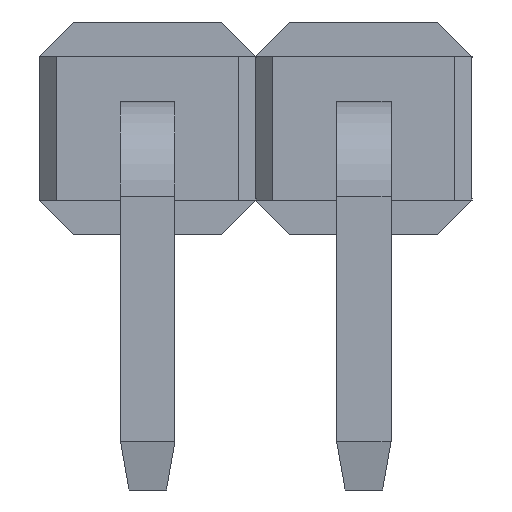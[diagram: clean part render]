
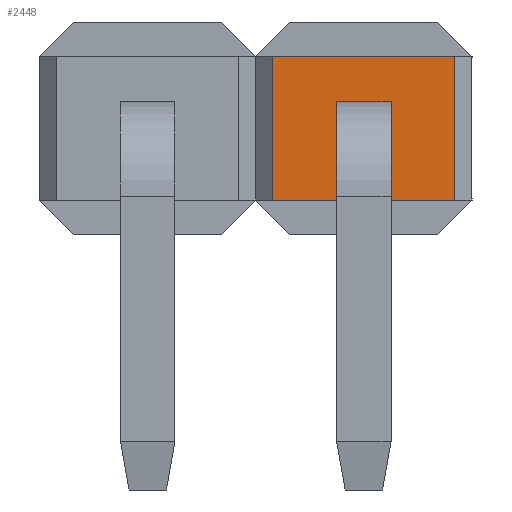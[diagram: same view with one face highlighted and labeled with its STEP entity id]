
A CAD part, front view. The second image highlights one B-rep face of the part: STEP entity #2448.
In plain terms, the highlighted planar face has unit normal (0, -1, 0).
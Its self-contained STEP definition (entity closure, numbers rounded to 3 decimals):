
#43 = EDGE_CURVE ( 'NONE', #893, #1809, #2593, .T. ) ;
#55 = CARTESIAN_POINT ( 'NONE',  ( -1.07, 0.54, -0.85 ) ) ;
#60 = PLANE ( 'NONE',  #2026 ) ;
#149 = DIRECTION ( 'NONE',  ( 0., 0., 1. ) ) ;
#237 = ORIENTED_EDGE ( 'NONE', *, *, #43, .F. ) ;
#278 = DIRECTION ( 'NONE',  ( 0., 0., 1. ) ) ;
#284 = DIRECTION ( 'NONE',  ( 0., 0., 1. ) ) ;
#294 = CARTESIAN_POINT ( 'NONE',  ( 1.07, 0.54, -0.85 ) ) ;
#346 = VERTEX_POINT ( 'NONE', #1851 ) ;
#352 = CARTESIAN_POINT ( 'NONE',  ( -0.32, 0.54, -0.32 ) ) ;
#371 = DIRECTION ( 'NONE',  ( 1., 0., 0. ) ) ;
#416 = ORIENTED_EDGE ( 'NONE', *, *, #2004, .T. ) ;
#445 = EDGE_LOOP ( 'NONE', ( #1700, #1973, #237, #1316 ) ) ;
#512 = CARTESIAN_POINT ( 'NONE',  ( 0.32, 0.54, -0.32 ) ) ;
#535 = CARTESIAN_POINT ( 'NONE',  ( -1.07, 0.54, 0.85 ) ) ;
#548 = EDGE_CURVE ( 'NONE', #810, #893, #1383, .T. ) ;
#592 = CARTESIAN_POINT ( 'NONE',  ( -1.07, 0.54, -0.85 ) ) ;
#662 = ORIENTED_EDGE ( 'NONE', *, *, #1967, .T. ) ;
#790 = CARTESIAN_POINT ( 'NONE',  ( -0.32, 0.54, 0.32 ) ) ;
#801 = VERTEX_POINT ( 'NONE', #1127 ) ;
#810 = VERTEX_POINT ( 'NONE', #592 ) ;
#884 = VERTEX_POINT ( 'NONE', #512 ) ;
#893 = VERTEX_POINT ( 'NONE', #535 ) ;
#926 = CARTESIAN_POINT ( 'NONE',  ( -1.27, 0.54, 0.85 ) ) ;
#932 = EDGE_CURVE ( 'NONE', #346, #1809, #1515, .T. ) ;
#946 = VECTOR ( 'NONE', #149, 1000. ) ;
#1127 = CARTESIAN_POINT ( 'NONE',  ( -0.32, 0.54, 0.32 ) ) ;
#1249 = CARTESIAN_POINT ( 'NONE',  ( 0.32, 0.54, 0.32 ) ) ;
#1252 = DIRECTION ( 'NONE',  ( 0., 0., 1. ) ) ;
#1277 = EDGE_CURVE ( 'NONE', #810, #346, #2377, .T. ) ;
#1281 = DIRECTION ( 'NONE',  ( 1., 0., 0. ) ) ;
#1316 = ORIENTED_EDGE ( 'NONE', *, *, #548, .F. ) ;
#1383 = LINE ( 'NONE', #55, #946 ) ;
#1411 = CARTESIAN_POINT ( 'NONE',  ( -1.27, 0.54, -0.85 ) ) ;
#1461 = CARTESIAN_POINT ( 'NONE',  ( -0.32, 0.54, -0.32 ) ) ;
#1515 = LINE ( 'NONE', #294, #2191 ) ;
#1550 = VECTOR ( 'NONE', #1281, 1000. ) ;
#1568 = DIRECTION ( 'NONE',  ( 0., 1., 0. ) ) ;
#1616 = CARTESIAN_POINT ( 'NONE',  ( 0.32, 0.54, 0.32 ) ) ;
#1650 = VECTOR ( 'NONE', #2445, 1000. ) ;
#1652 = LINE ( 'NONE', #1249, #1650 ) ;
#1700 = ORIENTED_EDGE ( 'NONE', *, *, #1277, .T. ) ;
#1809 = VERTEX_POINT ( 'NONE', #2860 ) ;
#1851 = CARTESIAN_POINT ( 'NONE',  ( 1.07, 0.54, -0.85 ) ) ;
#1909 = ORIENTED_EDGE ( 'NONE', *, *, #2615, .T. ) ;
#1917 = DIRECTION ( 'NONE',  ( -1., 0., 0. ) ) ;
#1967 = EDGE_CURVE ( 'NONE', #801, #2563, #2804, .T. ) ;
#1972 = LINE ( 'NONE', #352, #2010 ) ;
#1973 = ORIENTED_EDGE ( 'NONE', *, *, #932, .T. ) ;
#2004 = EDGE_CURVE ( 'NONE', #2030, #801, #2734, .T. ) ;
#2010 = VECTOR ( 'NONE', #1917, 1000. ) ;
#2026 = AXIS2_PLACEMENT_3D ( 'NONE', #926, #1568, #278 ) ;
#2030 = VERTEX_POINT ( 'NONE', #1461 ) ;
#2053 = EDGE_LOOP ( 'NONE', ( #2140, #1909, #416, #662 ) ) ;
#2140 = ORIENTED_EDGE ( 'NONE', *, *, #2858, .T. ) ;
#2191 = VECTOR ( 'NONE', #284, 1000. ) ;
#2200 = CARTESIAN_POINT ( 'NONE',  ( -0.32, 0.54, 0.32 ) ) ;
#2255 = FACE_OUTER_BOUND ( 'NONE', #445, .T. ) ;
#2377 = LINE ( 'NONE', #1411, #1550 ) ;
#2445 = DIRECTION ( 'NONE',  ( 0., 0., -1. ) ) ;
#2448 = ADVANCED_FACE ( 'NONE', ( #2850, #2255 ), #60, .F. ) ;
#2544 = DIRECTION ( 'NONE',  ( 1., 0., 0. ) ) ;
#2563 = VERTEX_POINT ( 'NONE', #1616 ) ;
#2593 = LINE ( 'NONE', #2877, #2889 ) ;
#2615 = EDGE_CURVE ( 'NONE', #884, #2030, #1972, .T. ) ;
#2722 = VECTOR ( 'NONE', #1252, 1000. ) ;
#2734 = LINE ( 'NONE', #2200, #2722 ) ;
#2765 = VECTOR ( 'NONE', #2544, 1000. ) ;
#2804 = LINE ( 'NONE', #790, #2765 ) ;
#2850 = FACE_BOUND ( 'NONE', #2053, .T. ) ;
#2858 = EDGE_CURVE ( 'NONE', #2563, #884, #1652, .T. ) ;
#2860 = CARTESIAN_POINT ( 'NONE',  ( 1.07, 0.54, 0.85 ) ) ;
#2877 = CARTESIAN_POINT ( 'NONE',  ( -1.27, 0.54, 0.85 ) ) ;
#2889 = VECTOR ( 'NONE', #371, 1000. ) ;
